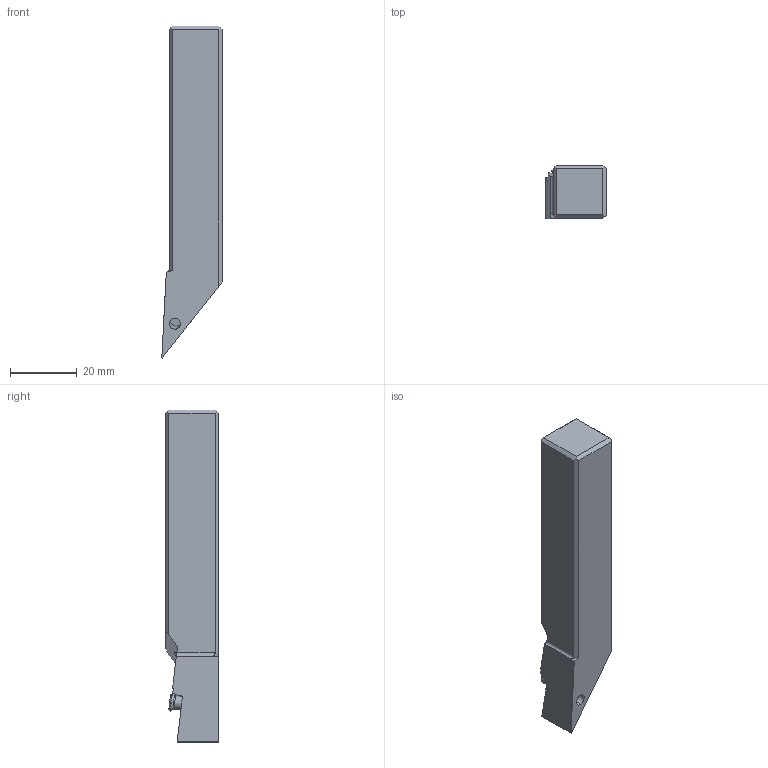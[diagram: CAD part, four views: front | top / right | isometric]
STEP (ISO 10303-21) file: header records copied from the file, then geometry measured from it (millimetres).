
FILE_DESCRIPTION(/* description */ (''),/* implementation_level */ '2;1');
FILE_NAME(/* name */ 'SVJDR-103.stp',/* time_stamp */ '2021-12-22T09:38:04+09:00',/* author */ (''),/* organization */ (''),/* preprocessor_version */ 'ST-DEVELOPER v16',/* originating_system */ 'SIEMENS PLM Software NX 10.0',/* authorisation */ '');
FILE_SCHEMA (('AUTOMOTIVE_DESIGN { 1 0 10303 214 3 1 1 1 }'));
Length unit declared in the file: millimetre
Products named in the file (1): SVJDR-103_ASM
Bounding box: 18.13 x 15.88 x 99.65 mm (x, y, z)
Volume: 21172.1 mm3; surface area: 6291.3 mm2
Topology: 2 solids, 2 shells, 65 faces, 181 edges, 122 vertices
Faces by surface type: plane 35, cylinder 20, cone 6, torus 2, bspline 2
Entity records: 2475 total; most frequent: CARTESIAN_POINT 687, ORIENTED_EDGE 358, DIRECTION 355, EDGE_CURVE 179, VERTEX_POINT 119, AXIS2_PLACEMENT_3D 119, LINE 117, VECTOR 117
